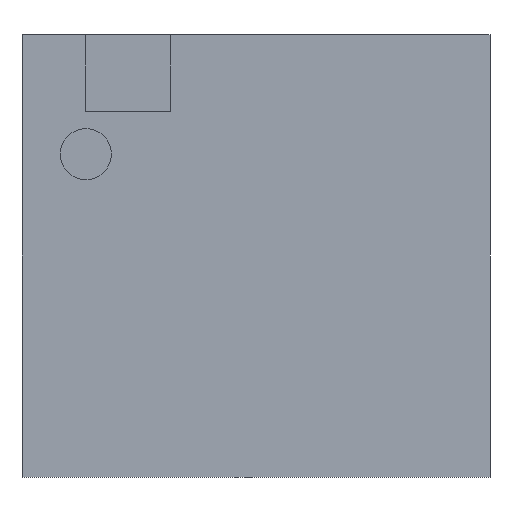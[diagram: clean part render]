
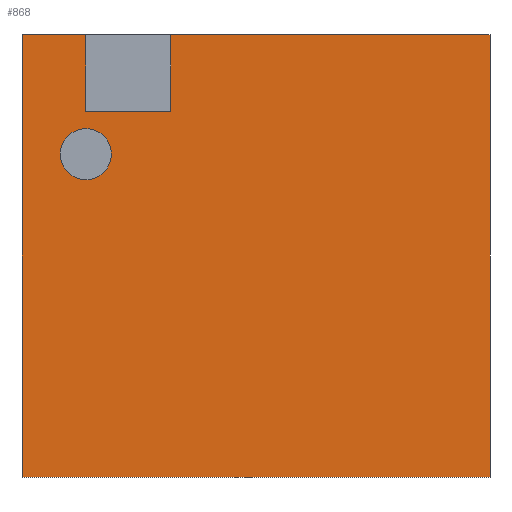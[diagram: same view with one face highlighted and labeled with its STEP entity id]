
A CAD part, front view. The second image highlights one B-rep face of the part: STEP entity #868.
In plain terms, the highlighted planar face has unit normal (0, -1, 0).
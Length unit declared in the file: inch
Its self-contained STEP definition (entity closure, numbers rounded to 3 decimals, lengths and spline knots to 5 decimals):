
#9=DIRECTION('',(0.,0.,-1.));
#10=VECTOR('',#9,104.);
#11=CARTESIAN_POINT('',(-55.,-52.,52.));
#12=LINE('',#11,#10);
#115=DIRECTION('',(-1.,0.,0.));
#116=VECTOR('',#115,20.);
#117=CARTESIAN_POINT('',(-20.,-52.,34.));
#118=LINE('',#117,#116);
#119=DIRECTION('',(0.,0.,-1.));
#120=VECTOR('',#119,18.);
#121=CARTESIAN_POINT('',(-20.,-52.,52.));
#122=LINE('',#121,#120);
#123=DIRECTION('',(1.,0.,0.));
#124=VECTOR('',#123,75.);
#125=CARTESIAN_POINT('',(-20.,-52.,52.));
#126=LINE('',#125,#124);
#127=DIRECTION('',(1.,0.,0.));
#128=VECTOR('',#127,15.);
#129=CARTESIAN_POINT('',(-55.,-52.,52.));
#130=LINE('',#129,#128);
#131=DIRECTION('',(0.,0.,-1.));
#132=VECTOR('',#131,18.);
#133=CARTESIAN_POINT('',(-40.,-52.,52.));
#134=LINE('',#133,#132);
#135=CARTESIAN_POINT('',(-40.,-52.,23.93828));
#136=DIRECTION('',(0.,-1.,0.));
#137=DIRECTION('',(-1.,0.,0.));
#138=AXIS2_PLACEMENT_3D('',#135,#136,#137);
#140=CARTESIAN_POINT('',(-40.,-52.,23.93828));
#141=DIRECTION('',(0.,-1.,0.));
#142=DIRECTION('',(1.,0.,0.));
#143=AXIS2_PLACEMENT_3D('',#140,#141,#142);
#153=DIRECTION('',(0.,0.,-1.));
#154=VECTOR('',#153,104.);
#155=CARTESIAN_POINT('',(55.,-52.,52.));
#156=LINE('',#155,#154);
#171=DIRECTION('',(1.,0.,0.));
#172=VECTOR('',#171,110.);
#173=CARTESIAN_POINT('',(-55.,-52.,-52.));
#174=LINE('',#173,#172);
#513=CARTESIAN_POINT('',(-55.,-52.,52.));
#514=VERTEX_POINT('',#513);
#515=CARTESIAN_POINT('',(-55.,-52.,-52.));
#516=VERTEX_POINT('',#515);
#521=CARTESIAN_POINT('',(55.,-52.,52.));
#522=VERTEX_POINT('',#521);
#523=CARTESIAN_POINT('',(55.,-52.,-52.));
#524=VERTEX_POINT('',#523);
#617=CARTESIAN_POINT('',(-40.,-52.,34.));
#618=VERTEX_POINT('',#617);
#619=CARTESIAN_POINT('',(-20.,-52.,34.));
#620=VERTEX_POINT('',#619);
#625=CARTESIAN_POINT('',(-40.,-52.,52.));
#626=VERTEX_POINT('',#625);
#627=CARTESIAN_POINT('',(-20.,-52.,52.));
#628=VERTEX_POINT('',#627);
#669=CARTESIAN_POINT('',(-46.,-52.,23.93828));
#670=CARTESIAN_POINT('',(-34.,-52.,23.93828));
#671=VERTEX_POINT('',#669);
#672=VERTEX_POINT('',#670);
#845=CARTESIAN_POINT('',(-55.,-52.,52.));
#846=DIRECTION('',(0.,-1.,0.));
#847=DIRECTION('',(0.,0.,-1.));
#848=AXIS2_PLACEMENT_3D('',#845,#846,#847);
#849=PLANE('',#848);
#850=ORIENTED_EDGE('',*,*,#814,.F.);
#851=ORIENTED_EDGE('',*,*,#840,.F.);
#852=ORIENTED_EDGE('',*,*,#774,.T.);
#854=ORIENTED_EDGE('',*,*,#853,.T.);
#856=ORIENTED_EDGE('',*,*,#855,.F.);
#857=ORIENTED_EDGE('',*,*,#686,.F.);
#858=ORIENTED_EDGE('',*,*,#762,.T.);
#859=ORIENTED_EDGE('',*,*,#790,.T.);
#860=EDGE_LOOP('',(#850,#851,#852,#854,#856,#857,#858,#859));
#861=FACE_OUTER_BOUND('',#860,.F.);
#863=ORIENTED_EDGE('',*,*,#862,.T.);
#865=ORIENTED_EDGE('',*,*,#864,.T.);
#866=EDGE_LOOP('',(#863,#865));
#867=FACE_BOUND('',#866,.F.);
#868=ADVANCED_FACE('',(#861,#867),#849,.T.);
#139=CIRCLE('',#138,6.);
#144=CIRCLE('',#143,6.);
#686=EDGE_CURVE('',#514,#516,#12,.T.);
#762=EDGE_CURVE('',#514,#626,#130,.T.);
#774=EDGE_CURVE('',#628,#522,#126,.T.);
#790=EDGE_CURVE('',#626,#618,#134,.T.);
#814=EDGE_CURVE('',#620,#618,#118,.T.);
#840=EDGE_CURVE('',#628,#620,#122,.T.);
#853=EDGE_CURVE('',#522,#524,#156,.T.);
#855=EDGE_CURVE('',#516,#524,#174,.T.);
#862=EDGE_CURVE('',#671,#672,#139,.T.);
#864=EDGE_CURVE('',#672,#671,#144,.T.);
